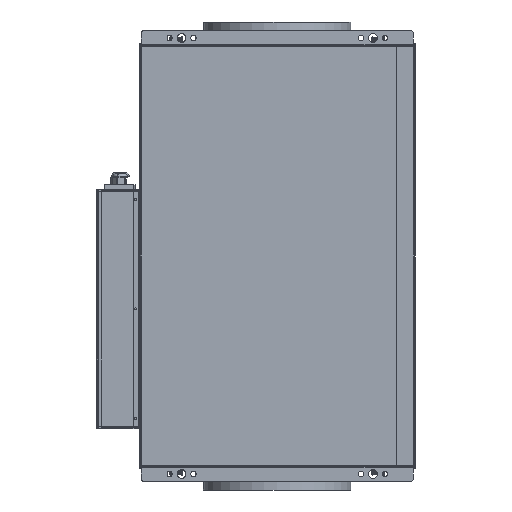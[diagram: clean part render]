
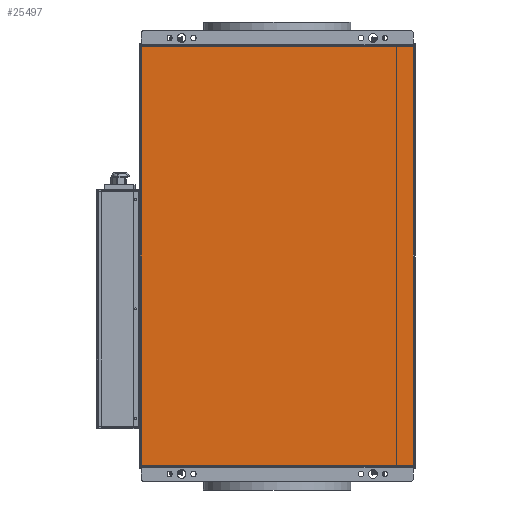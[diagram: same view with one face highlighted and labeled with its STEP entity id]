
A CAD part, front view. The second image highlights one B-rep face of the part: STEP entity #25497.
In plain terms, the highlighted planar face has unit normal (0, -1, 0).
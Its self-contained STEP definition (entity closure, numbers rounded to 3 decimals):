
#2881 = LINE ( 'NONE', #17935, #2884 ) ;
#2884 = VECTOR ( 'NONE', #17960, 1000. ) ;
#2919 = LINE ( 'NONE', #18392, #2929 ) ;
#2929 = VECTOR ( 'NONE', #18389, 1000. ) ;
#3231 = LINE ( 'NONE', #4395, #3233 ) ;
#3233 = VECTOR ( 'NONE', #4394, 1000. ) ;
#3305 = LINE ( 'NONE', #4585, #3308 ) ;
#3308 = VECTOR ( 'NONE', #4586, 1000. ) ;
#3669 = ORIENTED_EDGE ( 'NONE', *, *, #34053, .T. ) ;
#4394 = DIRECTION ( 'NONE',  ( 0., 0., 1. ) ) ;
#4395 = CARTESIAN_POINT ( 'NONE',  ( 230.099, -173.65, 355. ) ) ;
#4585 = CARTESIAN_POINT ( 'NONE',  ( -228.901, -173.65, -355. ) ) ;
#4586 = DIRECTION ( 'NONE',  ( 0., 0., -1. ) ) ;
#5844 = CARTESIAN_POINT ( 'NONE',  ( -228.901, -173.65, -353. ) ) ;
#5900 = CARTESIAN_POINT ( 'NONE',  ( 230.099, -173.65, -353. ) ) ;
#10459 = AXIS2_PLACEMENT_3D ( 'NONE', #29632, #29643, #29645 ) ;
#17935 = CARTESIAN_POINT ( 'NONE',  ( 230.099, -173.65, 353. ) ) ;
#17960 = DIRECTION ( 'NONE',  ( -1., 0., 0. ) ) ;
#18389 = DIRECTION ( 'NONE',  ( 1., 0., 0. ) ) ;
#18392 = CARTESIAN_POINT ( 'NONE',  ( -228.901, -173.65, -353. ) ) ;
#23921 = FACE_OUTER_BOUND ( 'NONE', #35488, .T. ) ;
#25497 = ADVANCED_FACE ( 'NONE', ( #23921 ), #29639, .T. ) ;
#27197 = VERTEX_POINT ( 'NONE', #30303 ) ;
#27243 = VERTEX_POINT ( 'NONE', #30344 ) ;
#27508 = VERTEX_POINT ( 'NONE', #5844 ) ;
#27567 = VERTEX_POINT ( 'NONE', #5900 ) ;
#29632 = CARTESIAN_POINT ( 'NONE',  ( -230.901, -173.65, 355. ) ) ;
#29639 = PLANE ( 'NONE',  #10459 ) ;
#29643 = DIRECTION ( 'NONE',  ( 0., -1., 0. ) ) ;
#29645 = DIRECTION ( 'NONE',  ( 0., 0., -1. ) ) ;
#30303 = CARTESIAN_POINT ( 'NONE',  ( 230.099, -173.65, 353. ) ) ;
#30344 = CARTESIAN_POINT ( 'NONE',  ( -228.901, -173.65, 353. ) ) ;
#32161 = ORIENTED_EDGE ( 'NONE', *, *, #32657, .T. ) ;
#32657 = EDGE_CURVE ( 'NONE', #27197, #27243, #2881, .T. ) ;
#32853 = EDGE_CURVE ( 'NONE', #27508, #27567, #2919, .T. ) ;
#33840 = EDGE_CURVE ( 'NONE', #27567, #27197, #3231, .T. ) ;
#34053 = EDGE_CURVE ( 'NONE', #27243, #27508, #3305, .T. ) ;
#35440 = ORIENTED_EDGE ( 'NONE', *, *, #33840, .T. ) ;
#35479 = ORIENTED_EDGE ( 'NONE', *, *, #32853, .T. ) ;
#35488 = EDGE_LOOP ( 'NONE', ( #3669, #35479, #35440, #32161 ) ) ;
